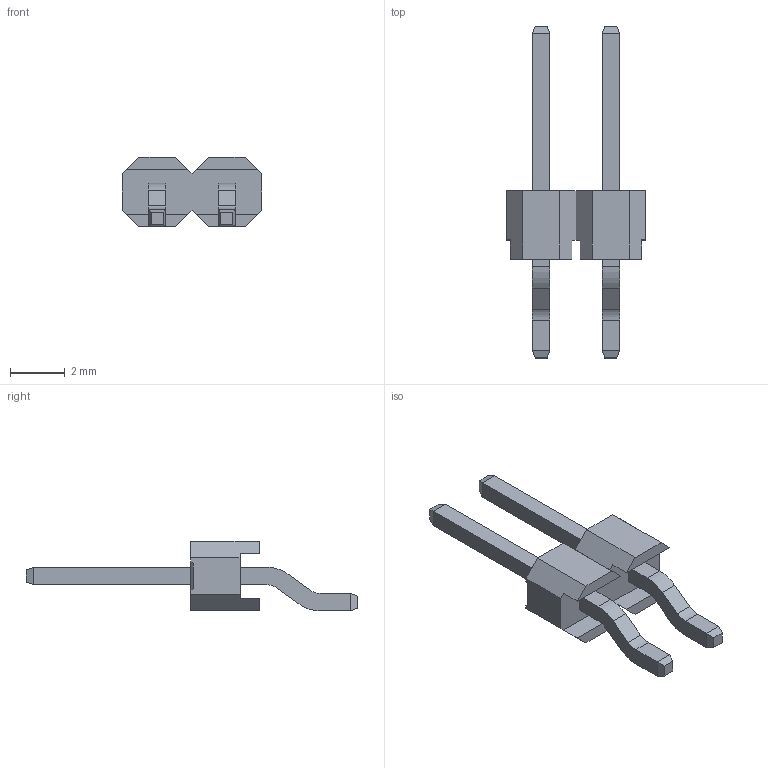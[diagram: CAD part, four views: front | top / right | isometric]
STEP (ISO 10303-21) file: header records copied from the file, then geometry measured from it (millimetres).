
FILE_DESCRIPTION(('STEP AP214'), '1');
FILE_NAME('DS1025 (PLS-T CONNFLY)', '2019-06-30T13:22:39', ('Che'), (''), 'ASCON STEP Converter 1.3', 'ASCON Math Kernel', '');
FILE_SCHEMA(('AUTOMOTIVE_DESIGN { 1 0 10303 214 3 1 1}'));
Length unit declared in the file: millimetre
Bounding box: 5.08 x 12.1 x 2.54 mm (x, y, z)
Volume: 31.4 mm3; surface area: 116.2 mm2
Topology: 1 solids, 1 shells, 89 faces, 230 edges, 148 vertices
Faces by surface type: plane 81, cylinder 8
Entity records: 3408 total; most frequent: CARTESIAN_POINT 468, ORIENTED_EDGE 460, DIRECTION 426, EDGE_CURVE 230, LINE 214, VECTOR 214, VERTEX_POINT 148, AXIS2_PLACEMENT_3D 106
